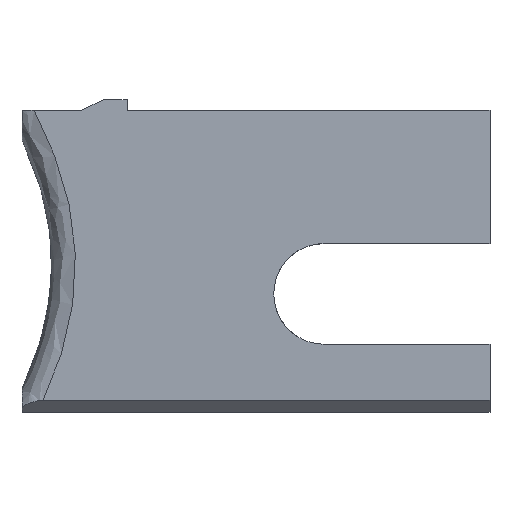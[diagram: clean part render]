
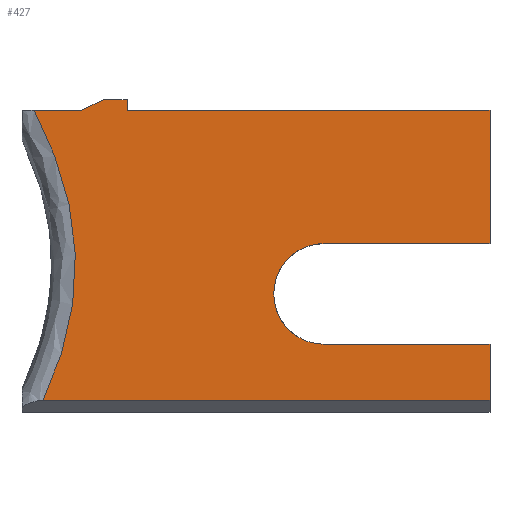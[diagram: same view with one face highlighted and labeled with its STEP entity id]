
A CAD part, top view. The second image highlights one B-rep face of the part: STEP entity #427.
In plain terms, the highlighted planar face has unit normal (0, 0, 1).
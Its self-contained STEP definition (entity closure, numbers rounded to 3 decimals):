
#24=B_SPLINE_CURVE_WITH_KNOTS('',3,(#746,#747,#748,#749,#750,#751,#752,
#753,#754,#755),.UNSPECIFIED.,.F.,.F.,(4,2,1,1,2,4),(-2.37,
-2.355,-1.682,-1.009,0.,0.182),
 .UNSPECIFIED.);
#42=PLANE('',#473);
#64=FACE_OUTER_BOUND('',#90,.T.);
#90=EDGE_LOOP('',(#350,#351,#352,#353,#354,#355,#356,#357,#358,#359,#360,
#361));
#109=LINE('',#659,#151);
#112=LINE('',#665,#154);
#113=LINE('',#668,#155);
#117=LINE('',#677,#159);
#133=LINE('',#727,#175);
#135=LINE('',#739,#177);
#136=LINE('',#740,#178);
#137=LINE('',#742,#179);
#138=LINE('',#744,#180);
#139=LINE('',#745,#181);
#151=VECTOR('',#513,1000.);
#154=VECTOR('',#518,1000.);
#155=VECTOR('',#521,1000.);
#159=VECTOR('',#527,1000.);
#175=VECTOR('',#551,10.);
#177=VECTOR('',#555,1000.);
#178=VECTOR('',#556,1000.);
#179=VECTOR('',#557,1000.);
#180=VECTOR('',#558,1000.);
#181=VECTOR('',#559,1000.);
#190=CIRCLE('',#464,4.25);
#197=VERTEX_POINT('',#632);
#198=VERTEX_POINT('',#634);
#200=VERTEX_POINT('',#639);
#204=VERTEX_POINT('',#652);
#206=VERTEX_POINT('',#663);
#207=VERTEX_POINT('',#667);
#210=VERTEX_POINT('',#674);
#211=VERTEX_POINT('',#676);
#222=VERTEX_POINT('',#724);
#223=VERTEX_POINT('',#726);
#225=VERTEX_POINT('',#741);
#226=VERTEX_POINT('',#743);
#239=EDGE_CURVE('',#198,#197,#190,.T.);
#246=EDGE_CURVE('',#204,#200,#109,.T.);
#249=EDGE_CURVE('',#197,#206,#112,.T.);
#250=EDGE_CURVE('',#207,#198,#113,.T.);
#254=EDGE_CURVE('',#210,#211,#117,.T.);
#272=EDGE_CURVE('',#222,#223,#133,.T.);
#275=EDGE_CURVE('',#207,#222,#135,.T.);
#276=EDGE_CURVE('',#211,#206,#136,.T.);
#277=EDGE_CURVE('',#210,#225,#137,.T.);
#278=EDGE_CURVE('',#225,#226,#138,.T.);
#279=EDGE_CURVE('',#226,#200,#139,.T.);
#280=EDGE_CURVE('',#223,#204,#24,.T.);
#350=ORIENTED_EDGE('',*,*,#272,.F.);
#351=ORIENTED_EDGE('',*,*,#275,.F.);
#352=ORIENTED_EDGE('',*,*,#250,.T.);
#353=ORIENTED_EDGE('',*,*,#239,.T.);
#354=ORIENTED_EDGE('',*,*,#249,.T.);
#355=ORIENTED_EDGE('',*,*,#276,.F.);
#356=ORIENTED_EDGE('',*,*,#254,.F.);
#357=ORIENTED_EDGE('',*,*,#277,.T.);
#358=ORIENTED_EDGE('',*,*,#278,.T.);
#359=ORIENTED_EDGE('',*,*,#279,.T.);
#360=ORIENTED_EDGE('',*,*,#246,.F.);
#361=ORIENTED_EDGE('',*,*,#280,.F.);
#427=ADVANCED_FACE('',(#64),#42,.T.);
#464=AXIS2_PLACEMENT_3D('',#635,#505,#506);
#473=AXIS2_PLACEMENT_3D('',#738,#553,#554);
#505=DIRECTION('center_axis',(0.,0.,-1.));
#506=DIRECTION('ref_axis',(1.,0.,0.));
#513=DIRECTION('',(1.,0.,0.));
#518=DIRECTION('',(1.,0.,0.));
#521=DIRECTION('',(-1.,0.,0.));
#527=DIRECTION('',(1.,0.,0.));
#551=DIRECTION('',(-1.,0.,0.));
#553=DIRECTION('center_axis',(0.,0.,1.));
#554=DIRECTION('ref_axis',(1.,0.,0.));
#555=DIRECTION('',(0.,-1.,0.));
#556=DIRECTION('',(0.,-1.,0.));
#557=DIRECTION('',(0.,1.,0.));
#558=DIRECTION('',(-1.,0.,0.));
#559=DIRECTION('',(-0.899,-0.437,0.));
#632=CARTESIAN_POINT('',(50.406,-10.75,8.75));
#634=CARTESIAN_POINT('',(50.406,-19.25,8.75));
#635=CARTESIAN_POINT('Origin',(50.406,-15.,8.75));
#639=CARTESIAN_POINT('',(29.932,0.5,8.75));
#652=CARTESIAN_POINT('',(25.932,0.5,8.75));
#659=CARTESIAN_POINT('',(50.406,0.5,8.75));
#663=CARTESIAN_POINT('',(64.406,-10.75,8.75));
#665=CARTESIAN_POINT('',(62.5,-10.75,8.75));
#667=CARTESIAN_POINT('',(64.406,-19.25,8.75));
#668=CARTESIAN_POINT('',(50.406,-19.25,8.75));
#674=CARTESIAN_POINT('',(33.782,0.5,8.75));
#676=CARTESIAN_POINT('',(64.406,0.5,8.75));
#677=CARTESIAN_POINT('',(50.406,0.5,8.75));
#724=CARTESIAN_POINT('',(64.406,-24.,8.75));
#726=CARTESIAN_POINT('',(26.666,-24.,8.75));
#727=CARTESIAN_POINT('',(42.927,-24.,8.75));
#738=CARTESIAN_POINT('Origin',(48.927,12.344,8.75));
#739=CARTESIAN_POINT('',(64.406,-24.,8.75));
#740=CARTESIAN_POINT('',(64.406,0.5,8.75));
#741=CARTESIAN_POINT('',(33.782,1.4,8.75));
#742=CARTESIAN_POINT('',(33.782,1.4,8.75));
#743=CARTESIAN_POINT('',(31.782,1.4,8.75));
#744=CARTESIAN_POINT('',(31.782,1.4,8.75));
#745=CARTESIAN_POINT('',(29.932,0.5,8.75));
#746=CARTESIAN_POINT('Ctrl Pts',(26.666,-24.,8.75));
#747=CARTESIAN_POINT('Ctrl Pts',(26.688,-23.953,8.75));
#748=CARTESIAN_POINT('Ctrl Pts',(26.71,-23.907,8.75));
#749=CARTESIAN_POINT('Ctrl Pts',(27.697,-21.835,8.75));
#750=CARTESIAN_POINT('Ctrl Pts',(29.198,-17.578,8.75));
#751=CARTESIAN_POINT('Ctrl Pts',(29.766,-9.653,8.75));
#752=CARTESIAN_POINT('Ctrl Pts',(28.165,-4.173,8.75));
#753=CARTESIAN_POINT('Ctrl Pts',(26.454,-0.592,8.75));
#754=CARTESIAN_POINT('Ctrl Pts',(26.193,-0.046,8.75));
#755=CARTESIAN_POINT('Ctrl Pts',(25.932,0.5,8.75));
